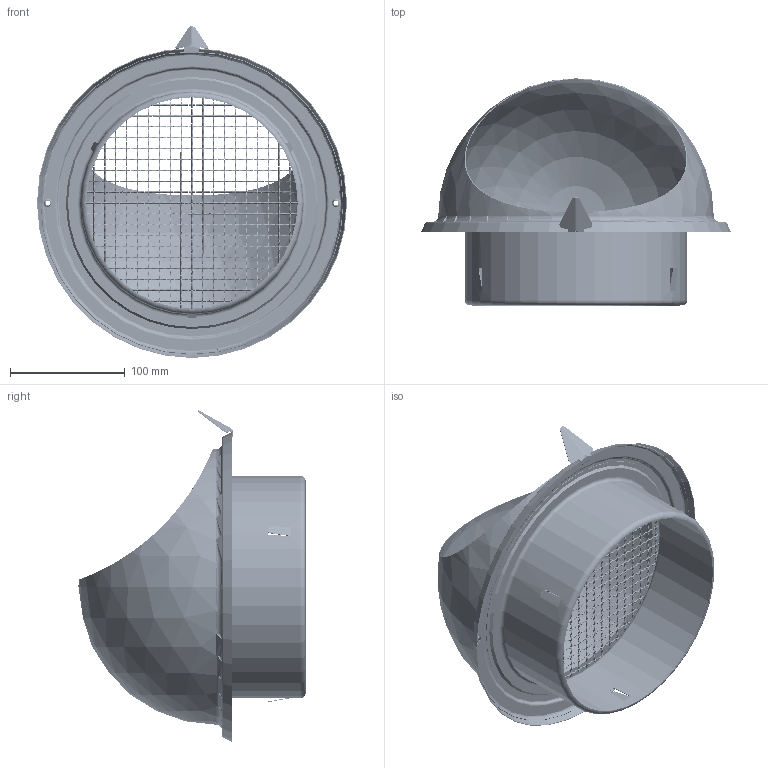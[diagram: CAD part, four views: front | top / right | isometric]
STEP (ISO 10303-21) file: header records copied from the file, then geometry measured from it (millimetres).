
FILE_DESCRIPTION (( 'STEP AP203' ), '1' );
FILE_NAME ('D579211-L.STEP', '2022-06-13T08:31:38', ( '' ), ( '' ), 'SwSTEP 2.0', 'SolidWorks 2021', '' );
FILE_SCHEMA (( 'CONFIG_CONTROL_DESIGN' ));
Length unit declared in the file: millimetre
Products named in the file (1): D579211-L
Bounding box: 270 x 197.8 x 289.13 mm (x, y, z)
Surface area: 335704.5 mm2 (no closed solid volume)
Topology: 0 solids, 1143 shells, 8097 faces, 18715 edges, 10617 vertices
Faces by surface type: cylinder 4157, torus 3872, plane 32, cone 22, bspline 10, sphere 4
Entity records: 231305 total; most frequent: DIRECTION 48735, CARTESIAN_POINT 41823, ORIENTED_EDGE 32643, AXIS2_PLACEMENT_3D 22265, EDGE_CURVE 18711, CIRCLE 14177, VERTEX_POINT 10617, EDGE_LOOP 8112
